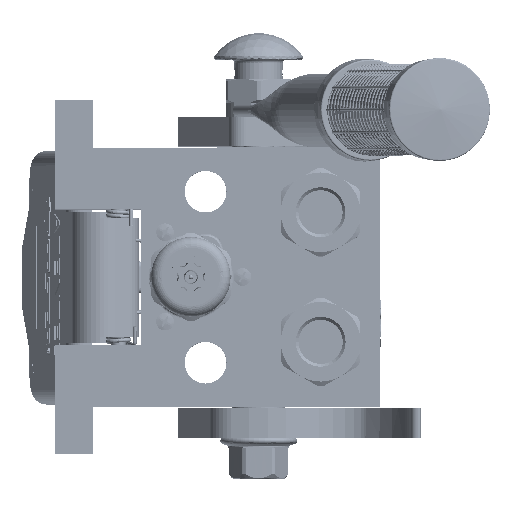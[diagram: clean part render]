
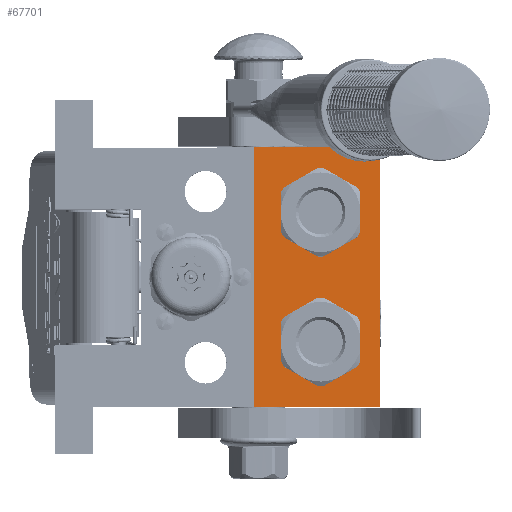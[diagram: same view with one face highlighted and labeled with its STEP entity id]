
A CAD part, top view. The second image highlights one B-rep face of the part: STEP entity #67701.
In plain terms, the highlighted face is planar.
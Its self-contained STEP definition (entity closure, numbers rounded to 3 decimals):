
#2298 = DIRECTION ( 'NONE',  ( 1., 0., 0. ) ) ;
#5763 = CIRCLE ( 'NONE', #183973, 12.15 ) ;
#5816 = AXIS2_PLACEMENT_3D ( 'NONE', #85011, #35310, #164896 ) ;
#6573 = EDGE_LOOP ( 'NONE', ( #18810, #190903, #45277, #135282 ) ) ;
#10335 = AXIS2_PLACEMENT_3D ( 'NONE', #80063, #145229, #2298 ) ;
#10390 = AXIS2_PLACEMENT_3D ( 'NONE', #40810, #201877, #137508 ) ;
#15616 = PLANE ( 'NONE',  #10335 ) ;
#18810 = ORIENTED_EDGE ( 'NONE', *, *, #202446, .T. ) ;
#21938 = LINE ( 'NONE', #179487, #179890 ) ;
#29677 = DIRECTION ( 'NONE',  ( 0., -1., 0. ) ) ;
#34423 = VERTEX_POINT ( 'NONE', #90108 ) ;
#34883 = EDGE_CURVE ( 'NONE', #96053, #34423, #182059, .T. ) ;
#35310 = DIRECTION ( 'NONE',  ( 0., -1., 0. ) ) ;
#40810 = CARTESIAN_POINT ( 'NONE',  ( 22., 8.9, -20. ) ) ;
#41035 = ORIENTED_EDGE ( 'NONE', *, *, #73598, .F. ) ;
#41063 = VERTEX_POINT ( 'NONE', #125621 ) ;
#41860 = DIRECTION ( 'NONE',  ( 1., 0., 0. ) ) ;
#45277 = ORIENTED_EDGE ( 'NONE', *, *, #103961, .F. ) ;
#54868 = VERTEX_POINT ( 'NONE', #162146 ) ;
#59698 = CARTESIAN_POINT ( 'NONE',  ( 22., 8.9, -32.15 ) ) ;
#61848 = VECTOR ( 'NONE', #120040, 1000. ) ;
#62574 = ORIENTED_EDGE ( 'NONE', *, *, #117521, .F. ) ;
#67701 = ADVANCED_FACE ( 'NONE', ( #187808, #138541, #90837 ), #15616, .T. ) ;
#68499 = LINE ( 'NONE', #108814, #61848 ) ;
#69569 = CARTESIAN_POINT ( 'NONE',  ( -22., 8.9, -20. ) ) ;
#70691 = EDGE_LOOP ( 'NONE', ( #99585, #62574 ) ) ;
#73598 = EDGE_CURVE ( 'NONE', #34423, #96053, #5763, .T. ) ;
#79009 = VECTOR ( 'NONE', #161645, 1000. ) ;
#80063 = CARTESIAN_POINT ( 'NONE',  ( 0., 8.9, 0. ) ) ;
#85011 = CARTESIAN_POINT ( 'NONE',  ( 22., 8.9, -20. ) ) ;
#90108 = CARTESIAN_POINT ( 'NONE',  ( -22., 8.9, -32.15 ) ) ;
#90837 = FACE_OUTER_BOUND ( 'NONE', #6573, .T. ) ;
#96053 = VERTEX_POINT ( 'NONE', #160568 ) ;
#97361 = EDGE_CURVE ( 'NONE', #146685, #54868, #113735, .T. ) ;
#99378 = AXIS2_PLACEMENT_3D ( 'NONE', #125696, #29677, #108122 ) ;
#99585 = ORIENTED_EDGE ( 'NONE', *, *, #97361, .F. ) ;
#103961 = EDGE_CURVE ( 'NONE', #139337, #170100, #68499, .T. ) ;
#108122 = DIRECTION ( 'NONE',  ( 0., 0., 1. ) ) ;
#108814 = CARTESIAN_POINT ( 'NONE',  ( 44., 8.9, 0. ) ) ;
#111593 = LINE ( 'NONE', #192443, #79009 ) ;
#113735 = CIRCLE ( 'NONE', #10390, 12.15 ) ;
#117521 = EDGE_CURVE ( 'NONE', #54868, #146685, #154361, .T. ) ;
#120040 = DIRECTION ( 'NONE',  ( 0., 0., -1. ) ) ;
#125621 = CARTESIAN_POINT ( 'NONE',  ( -44., 8.9, 0. ) ) ;
#125696 = CARTESIAN_POINT ( 'NONE',  ( -22., 8.9, -20. ) ) ;
#129872 = LINE ( 'NONE', #186147, #194924 ) ;
#132189 = EDGE_LOOP ( 'NONE', ( #41035, #179251 ) ) ;
#135282 = ORIENTED_EDGE ( 'NONE', *, *, #164475, .F. ) ;
#137508 = DIRECTION ( 'NONE',  ( 0., 0., -1. ) ) ;
#138541 = FACE_BOUND ( 'NONE', #132189, .T. ) ;
#139337 = VERTEX_POINT ( 'NONE', #142546 ) ;
#142546 = CARTESIAN_POINT ( 'NONE',  ( 44., 8.9, 0. ) ) ;
#145229 = DIRECTION ( 'NONE',  ( 0., -1., 0. ) ) ;
#146112 = VERTEX_POINT ( 'NONE', #199045 ) ;
#146685 = VERTEX_POINT ( 'NONE', #59698 ) ;
#154361 = CIRCLE ( 'NONE', #5816, 12.15 ) ;
#160568 = CARTESIAN_POINT ( 'NONE',  ( -22., 8.9, -7.85 ) ) ;
#161645 = DIRECTION ( 'NONE',  ( 0., 0., -1. ) ) ;
#162146 = CARTESIAN_POINT ( 'NONE',  ( 22., 8.9, -7.85 ) ) ;
#164475 = EDGE_CURVE ( 'NONE', #41063, #139337, #129872, .T. ) ;
#164896 = DIRECTION ( 'NONE',  ( 0., 0., 1. ) ) ;
#170100 = VERTEX_POINT ( 'NONE', #176008 ) ;
#173744 = EDGE_CURVE ( 'NONE', #146112, #170100, #21938, .T. ) ;
#176008 = CARTESIAN_POINT ( 'NONE',  ( 44., 8.9, -42.5 ) ) ;
#179251 = ORIENTED_EDGE ( 'NONE', *, *, #34883, .F. ) ;
#179487 = CARTESIAN_POINT ( 'NONE',  ( -44., 8.9, -42.5 ) ) ;
#179890 = VECTOR ( 'NONE', #192626, 1000. ) ;
#182059 = CIRCLE ( 'NONE', #99378, 12.15 ) ;
#183973 = AXIS2_PLACEMENT_3D ( 'NONE', #69569, #199131, #198441 ) ;
#186147 = CARTESIAN_POINT ( 'NONE',  ( -44., 8.9, 0. ) ) ;
#187808 = FACE_BOUND ( 'NONE', #70691, .T. ) ;
#190903 = ORIENTED_EDGE ( 'NONE', *, *, #173744, .T. ) ;
#192443 = CARTESIAN_POINT ( 'NONE',  ( -44., 8.9, 0. ) ) ;
#192626 = DIRECTION ( 'NONE',  ( 1., 0., 0. ) ) ;
#194924 = VECTOR ( 'NONE', #41860, 1000. ) ;
#198441 = DIRECTION ( 'NONE',  ( 0., 0., -1. ) ) ;
#199045 = CARTESIAN_POINT ( 'NONE',  ( -44., 8.9, -42.5 ) ) ;
#199131 = DIRECTION ( 'NONE',  ( 0., -1., 0. ) ) ;
#201877 = DIRECTION ( 'NONE',  ( 0., -1., 0. ) ) ;
#202446 = EDGE_CURVE ( 'NONE', #41063, #146112, #111593, .T. ) ;
